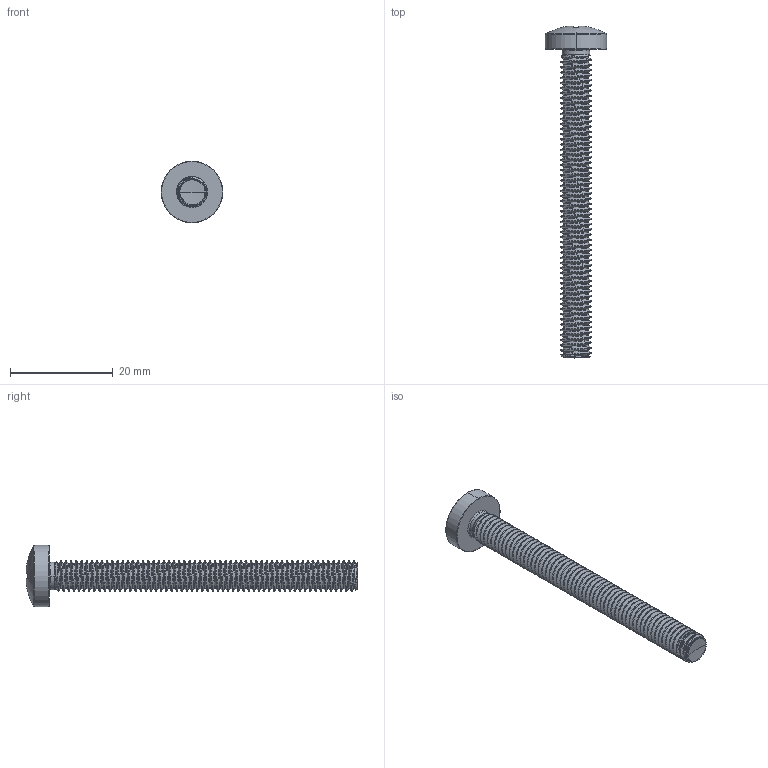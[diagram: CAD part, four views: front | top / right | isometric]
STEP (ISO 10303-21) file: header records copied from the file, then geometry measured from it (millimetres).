
FILE_DESCRIPTION (( 'STEP AP203' ), '1' );
FILE_NAME ('STM320600600.STEP', '2020-12-24T17:42:51', ( '' ), ( '' ), 'SwSTEP 2.0', 'SolidWorks 2015', '' );
FILE_SCHEMA (( 'CONFIG_CONTROL_DESIGN' ));
Length unit declared in the file: millimetre
Products named in the file (2): STM320600600
Bounding box: 12 x 64.54 x 12 mm (x, y, z)
Volume: 1768.6 mm3; surface area: 2073.8 mm2
Topology: 1 solids, 1 shells, 280 faces, 712 edges, 433 vertices
Faces by surface type: cylinder 140, bspline 46, torus 33, sphere 28, plane 22, cone 11
Entity records: 40329 total; most frequent: CARTESIAN_POINT 34457, ORIENTED_EDGE 1412, DIRECTION 1027, EDGE_CURVE 706, VERTEX_POINT 431, AXIS2_PLACEMENT_3D 430, EDGE_LOOP 279, ADVANCED_FACE 278
